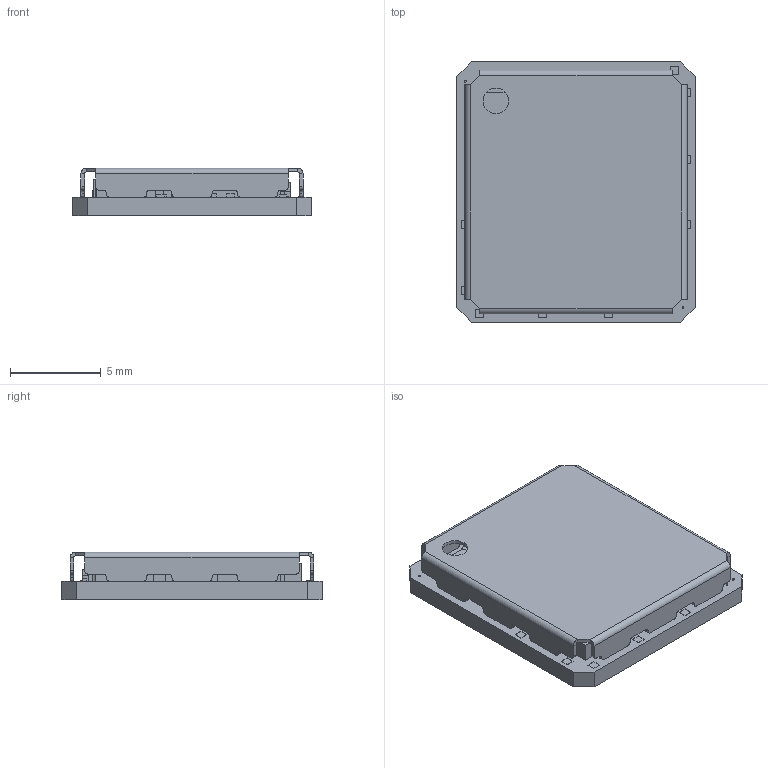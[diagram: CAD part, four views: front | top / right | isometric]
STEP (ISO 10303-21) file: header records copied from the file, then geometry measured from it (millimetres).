
FILE_DESCRIPTION((''),'2;1');
FILE_NAME('CS2026B_ASM','2019-06-24T17:07:50',('MarcelloCr'),(''),'CREO PARAMETRIC BY PTC INC, 2018400','CREO PARAMETRIC BY PTC INC, 2018400','');
FILE_SCHEMA(('CONFIG_CONTROL_DESIGN'));
Products named in the file (24): CS2026B; 14227_15000; 14654_1000; 14731_98000; 14702_83000; 14225_39000; 14233_22000; 14639_25000; 13572_80000; 13615_65000; 14016_100000; 11901_100000; 10764-A_2540; 12845-A_5000; 14177_65000; 14321_33000; 14690_22000; 14701_57000; 13367_40000; 12158_33000; 14736_100000; 13063_33000; 1GG3200348; CS2026B_ASM
Assembly tree (91 placements, depth 2):
  CS2026B_ASM
    CS2026B
    14227_15000  x15
    14654_1000
    14731_98000
    14702_83000
    14225_39000  x11
    14233_22000  x28
    14639_25000  x2
    13572_80000
    13615_65000  x2
    14016_100000  x2
    11901_100000
    10764-A_2540  x9
    12845-A_5000  x5
    14177_65000
    14321_33000  x2
    14690_22000
    14701_57000
    13367_40000
    12158_33000
    14736_100000  x2
    13063_33000
    1GG3200348
Bounding box: 13.1 x 14.3 x 2.61 mm (x, y, z)
Volume: 303.7 mm3; surface area: 1231.7 mm2
Topology: 185 solids, 185 shells, 1224 faces, 2530 edges, 1676 vertices
Faces by surface type: plane 1142, cylinder 82
Entity records: 22578 total; most frequent: CARTESIAN_POINT 3825, DIRECTION 3764, ORIENTED_EDGE 3476, EDGE_CURVE 1738, VECTOR 1590, LINE 1590, VERTEX_POINT 1148, AXIS2_PLACEMENT_3D 1087
